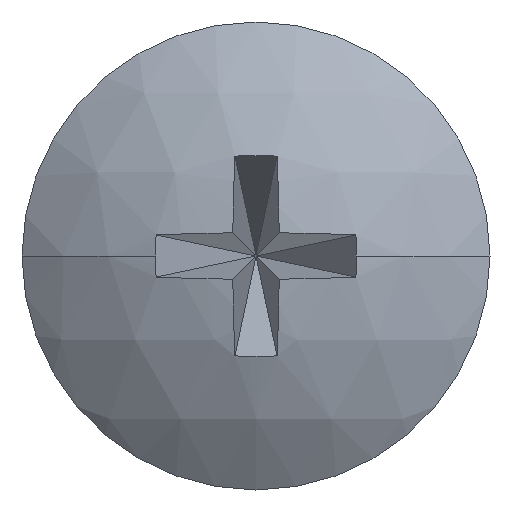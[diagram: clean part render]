
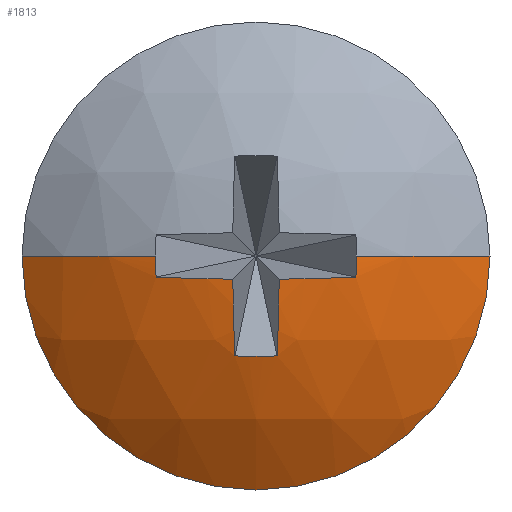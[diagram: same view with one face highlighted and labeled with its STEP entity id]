
A CAD part, left-side view. The second image highlights one B-rep face of the part: STEP entity #1813.
In plain terms, the highlighted spherical face has radius 3.2 mm.
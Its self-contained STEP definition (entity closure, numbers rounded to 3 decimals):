
#28 = CARTESIAN_POINT ( 'NONE',  ( 2.429, 0.973, 0. ) ) ;
#164 = FACE_OUTER_BOUND ( 'NONE', #470, .T. ) ;
#166 = DIRECTION ( 'NONE',  ( 0.164, 0., -0.986 ) ) ;
#194 = CARTESIAN_POINT ( 'NONE',  ( 3.146, -0.324, 0. ) ) ;
#207 = CIRCLE ( 'NONE', #1281, 3.183 ) ;
#235 = VERTEX_POINT ( 'NONE', #880 ) ;
#256 = CARTESIAN_POINT ( 'NONE',  ( 0.121, 0.18, -0.854 ) ) ;
#261 = VERTEX_POINT ( 'NONE', #2987 ) ;
#263 = DIRECTION ( 'NONE',  ( 0.784, 0.621, 0. ) ) ;
#272 = CIRCLE ( 'NONE', #2668, 3.2 ) ;
#295 = EDGE_CURVE ( 'NONE', #2357, #2958, #207, .T. ) ;
#301 = DIRECTION ( 'NONE',  ( 0.621, 0., -0.784 ) ) ;
#310 = VERTEX_POINT ( 'NONE', #2762 ) ;
#321 = EDGE_CURVE ( 'NONE', #1174, #261, #1792, .T. ) ;
#360 = VERTEX_POINT ( 'NONE', #2336 ) ;
#362 = ORIENTED_EDGE ( 'NONE', *, *, #529, .T. ) ;
#394 = CARTESIAN_POINT ( 'NONE',  ( 0.121, -0.18, -0.854 ) ) ;
#397 = DIRECTION ( 'NONE',  ( 0.621, 0.784, 0. ) ) ;
#409 = CIRCLE ( 'NONE', #945, 2.949 ) ;
#433 = DIRECTION ( 'NONE',  ( -0.986, 0.164, 0. ) ) ;
#470 = EDGE_LOOP ( 'NONE', ( #752, #986, #909, #1379, #1426, #2480, #976, #2302, #362, #2844, #2906 ) ) ;
#522 = AXIS2_PLACEMENT_3D ( 'NONE', #1809, #397, #2046 ) ;
#529 = EDGE_CURVE ( 'NONE', #2958, #235, #2251, .T. ) ;
#557 = EDGE_CURVE ( 'NONE', #1699, #1174, #2717, .T. ) ;
#642 = CARTESIAN_POINT ( 'NONE',  ( 0.702, 2., 0. ) ) ;
#720 = CIRCLE ( 'NONE', #1805, 3.2 ) ;
#752 = ORIENTED_EDGE ( 'NONE', *, *, #557, .T. ) ;
#771 = DIRECTION ( 'NONE',  ( 0., 0., 1. ) ) ;
#803 = SPHERICAL_SURFACE ( 'NONE', #2563, 3.2 ) ;
#843 = CARTESIAN_POINT ( 'NONE',  ( 0.121, -0.854, -0.18 ) ) ;
#880 = CARTESIAN_POINT ( 'NONE',  ( 0.121, 0.854, -0.18 ) ) ;
#901 = VERTEX_POINT ( 'NONE', #843 ) ;
#909 = ORIENTED_EDGE ( 'NONE', *, *, #1070, .T. ) ;
#921 = DIRECTION ( 'NONE',  ( -1., 0., 0. ) ) ;
#924 = DIRECTION ( 'NONE',  ( 0.164, -0.986, 0. ) ) ;
#945 = AXIS2_PLACEMENT_3D ( 'NONE', #28, #1671, #263 ) ;
#976 = ORIENTED_EDGE ( 'NONE', *, *, #2487, .T. ) ;
#986 = ORIENTED_EDGE ( 'NONE', *, *, #321, .T. ) ;
#1024 = CARTESIAN_POINT ( 'NONE',  ( 0.702, 0., 0. ) ) ;
#1070 = EDGE_CURVE ( 'NONE', #261, #310, #720, .T. ) ;
#1153 = DIRECTION ( 'NONE',  ( 0., 0., -1. ) ) ;
#1174 = VERTEX_POINT ( 'NONE', #2372 ) ;
#1256 = DIRECTION ( 'NONE',  ( 0.164, 0., -0.986 ) ) ;
#1266 = DIRECTION ( 'NONE',  ( 0., 0., 1. ) ) ;
#1281 = AXIS2_PLACEMENT_3D ( 'NONE', #194, #1848, #433 ) ;
#1379 = ORIENTED_EDGE ( 'NONE', *, *, #1918, .T. ) ;
#1426 = ORIENTED_EDGE ( 'NONE', *, *, #2743, .T. ) ;
#1452 = VERTEX_POINT ( 'NONE', #394 ) ;
#1576 = CARTESIAN_POINT ( 'NONE',  ( 3.146, 0., 0.324 ) ) ;
#1619 = DIRECTION ( 'NONE',  ( 0., 1., 0. ) ) ;
#1671 = DIRECTION ( 'NONE',  ( 0.621, -0.784, 0. ) ) ;
#1688 = EDGE_CURVE ( 'NONE', #235, #2601, #2873, .T. ) ;
#1699 = VERTEX_POINT ( 'NONE', #642 ) ;
#1708 = CARTESIAN_POINT ( 'NONE',  ( 2.429, 0., 0.973 ) ) ;
#1763 = CARTESIAN_POINT ( 'NONE',  ( 0.117, 0.857, 0. ) ) ;
#1792 = CIRCLE ( 'NONE', #2208, 2. ) ;
#1805 = AXIS2_PLACEMENT_3D ( 'NONE', #2546, #1153, #2776 ) ;
#1809 = CARTESIAN_POINT ( 'NONE',  ( 2.429, -0.973, 0. ) ) ;
#1813 = ADVANCED_FACE ( 'NONE', ( #164 ), #803, .T. ) ;
#1816 = DIRECTION ( 'NONE',  ( -0.986, 0., -0.164 ) ) ;
#1817 = EDGE_CURVE ( 'NONE', #360, #1452, #2591, .T. ) ;
#1848 = DIRECTION ( 'NONE',  ( 0.164, 0.986, 0. ) ) ;
#1918 = EDGE_CURVE ( 'NONE', #310, #901, #409, .T. ) ;
#1955 = DIRECTION ( 'NONE',  ( -0.784, 0., -0.621 ) ) ;
#2046 = DIRECTION ( 'NONE',  ( -0.784, 0.621, 0. ) ) ;
#2103 = CIRCLE ( 'NONE', #2468, 2.949 ) ;
#2152 = CARTESIAN_POINT ( 'NONE',  ( 0.012, 0.198, -0.198 ) ) ;
#2171 = CARTESIAN_POINT ( 'NONE',  ( 3.2, 0., 0. ) ) ;
#2208 = AXIS2_PLACEMENT_3D ( 'NONE', #2319, #921, #2554 ) ;
#2250 = AXIS2_PLACEMENT_3D ( 'NONE', #2330, #924, #2559 ) ;
#2251 = CIRCLE ( 'NONE', #2304, 3.183 ) ;
#2302 = ORIENTED_EDGE ( 'NONE', *, *, #295, .T. ) ;
#2304 = AXIS2_PLACEMENT_3D ( 'NONE', #2638, #1256, #2872 ) ;
#2319 = CARTESIAN_POINT ( 'NONE',  ( 0.702, 0., 0. ) ) ;
#2330 = CARTESIAN_POINT ( 'NONE',  ( 3.146, 0.324, 0. ) ) ;
#2336 = CARTESIAN_POINT ( 'NONE',  ( 0.012, -0.198, -0.198 ) ) ;
#2357 = VERTEX_POINT ( 'NONE', #256 ) ;
#2372 = CARTESIAN_POINT ( 'NONE',  ( 0.702, 0., -2. ) ) ;
#2402 = DIRECTION ( 'NONE',  ( 1., 0., 0. ) ) ;
#2453 = AXIS2_PLACEMENT_3D ( 'NONE', #1024, #2652, #1266 ) ;
#2468 = AXIS2_PLACEMENT_3D ( 'NONE', #1708, #301, #1955 ) ;
#2480 = ORIENTED_EDGE ( 'NONE', *, *, #1817, .T. ) ;
#2487 = EDGE_CURVE ( 'NONE', #1452, #2357, #2103, .T. ) ;
#2546 = CARTESIAN_POINT ( 'NONE',  ( 3.2, 0., 0. ) ) ;
#2547 = DIRECTION ( 'NONE',  ( 0., 0., -1. ) ) ;
#2554 = DIRECTION ( 'NONE',  ( 0., 0., 1. ) ) ;
#2559 = DIRECTION ( 'NONE',  ( 0.986, 0.164, 0. ) ) ;
#2563 = AXIS2_PLACEMENT_3D ( 'NONE', #3014, #2547, #1619 ) ;
#2573 = AXIS2_PLACEMENT_3D ( 'NONE', #1576, #166, #1816 ) ;
#2591 = CIRCLE ( 'NONE', #2250, 3.183 ) ;
#2601 = VERTEX_POINT ( 'NONE', #1763 ) ;
#2638 = CARTESIAN_POINT ( 'NONE',  ( 3.146, 0., 0.324 ) ) ;
#2650 = CIRCLE ( 'NONE', #2573, 3.183 ) ;
#2652 = DIRECTION ( 'NONE',  ( -1., 0., 0. ) ) ;
#2668 = AXIS2_PLACEMENT_3D ( 'NONE', #2171, #771, #2402 ) ;
#2717 = CIRCLE ( 'NONE', #2453, 2. ) ;
#2743 = EDGE_CURVE ( 'NONE', #901, #360, #2650, .T. ) ;
#2762 = CARTESIAN_POINT ( 'NONE',  ( 0.117, -0.857, 0. ) ) ;
#2776 = DIRECTION ( 'NONE',  ( 0., 1., 0. ) ) ;
#2844 = ORIENTED_EDGE ( 'NONE', *, *, #1688, .T. ) ;
#2872 = DIRECTION ( 'NONE',  ( -0.986, 0., -0.164 ) ) ;
#2873 = CIRCLE ( 'NONE', #522, 2.949 ) ;
#2906 = ORIENTED_EDGE ( 'NONE', *, *, #3000, .F. ) ;
#2958 = VERTEX_POINT ( 'NONE', #2152 ) ;
#2987 = CARTESIAN_POINT ( 'NONE',  ( 0.702, -2., 0. ) ) ;
#3000 = EDGE_CURVE ( 'NONE', #1699, #2601, #272, .T. ) ;
#3014 = CARTESIAN_POINT ( 'NONE',  ( 3.2, 0., 0. ) ) ;
